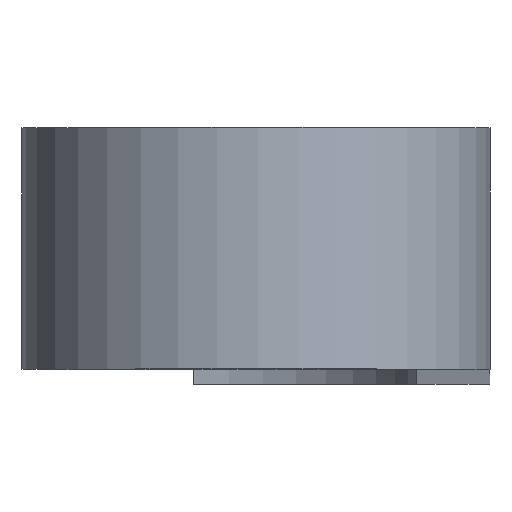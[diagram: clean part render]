
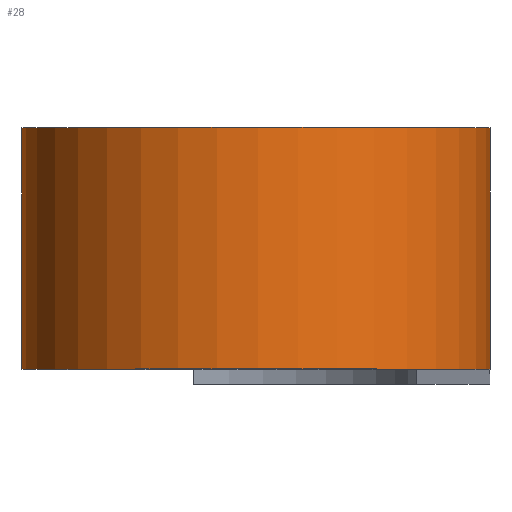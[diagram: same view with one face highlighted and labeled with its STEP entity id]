
A CAD part, top view. The second image highlights one B-rep face of the part: STEP entity #28.
In plain terms, the highlighted cylindrical face has radius 9.691 mm (diameter 19.382 mm), a partial arc.
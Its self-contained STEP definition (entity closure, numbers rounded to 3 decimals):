
#3 = CARTESIAN_POINT ( 'NONE',  ( 60.666, 10., 134.582 ) ) ;
#17 = ORIENTED_EDGE ( 'NONE', *, *, #232, .F. ) ;
#28 = ADVANCED_FACE ( 'NONE', ( #143 ), #257, .T. ) ;
#32 = AXIS2_PLACEMENT_3D ( 'NONE', #3, #220, #218 ) ;
#49 = LINE ( 'NONE', #200, #95 ) ;
#57 = CARTESIAN_POINT ( 'NONE',  ( 60.474, 10., 124.893 ) ) ;
#75 = VECTOR ( 'NONE', #328, 1000. ) ;
#77 = EDGE_CURVE ( 'NONE', #304, #306, #49, .T. ) ;
#95 = VECTOR ( 'NONE', #322, 1000. ) ;
#124 = CARTESIAN_POINT ( 'NONE',  ( 70.357, 0., 134.582 ) ) ;
#131 = CIRCLE ( 'NONE', #178, 9.691 ) ;
#136 = DIRECTION ( 'NONE',  ( 0., -1., 0. ) ) ;
#140 = ORIENTED_EDGE ( 'NONE', *, *, #282, .T. ) ;
#143 = FACE_OUTER_BOUND ( 'NONE', #309, .T. ) ;
#157 = AXIS2_PLACEMENT_3D ( 'NONE', #283, #191, #166 ) ;
#166 = DIRECTION ( 'NONE',  ( 0., 0., -1. ) ) ;
#178 = AXIS2_PLACEMENT_3D ( 'NONE', #183, #136, #252 ) ;
#183 = CARTESIAN_POINT ( 'NONE',  ( 60.666, 10., 134.582 ) ) ;
#188 = LINE ( 'NONE', #205, #75 ) ;
#191 = DIRECTION ( 'NONE',  ( 0., -1., 0. ) ) ;
#195 = ORIENTED_EDGE ( 'NONE', *, *, #297, .F. ) ;
#197 = VERTEX_POINT ( 'NONE', #124 ) ;
#200 = CARTESIAN_POINT ( 'NONE',  ( 60.474, 10., 124.893 ) ) ;
#205 = CARTESIAN_POINT ( 'NONE',  ( 70.357, 10., 134.582 ) ) ;
#207 = CARTESIAN_POINT ( 'NONE',  ( 70.357, 10., 134.582 ) ) ;
#218 = DIRECTION ( 'NONE',  ( 0., 0., -1. ) ) ;
#220 = DIRECTION ( 'NONE',  ( 0., -1., 0. ) ) ;
#225 = CARTESIAN_POINT ( 'NONE',  ( 60.474, 0., 124.893 ) ) ;
#232 = EDGE_CURVE ( 'NONE', #277, #197, #188, .T. ) ;
#252 = DIRECTION ( 'NONE',  ( 0., 0., -1. ) ) ;
#257 = CYLINDRICAL_SURFACE ( 'NONE', #32, 9.691 ) ;
#259 = CIRCLE ( 'NONE', #157, 9.691 ) ;
#277 = VERTEX_POINT ( 'NONE', #207 ) ;
#282 = EDGE_CURVE ( 'NONE', #277, #304, #131, .T. ) ;
#283 = CARTESIAN_POINT ( 'NONE',  ( 60.666, 0., 134.582 ) ) ;
#297 = EDGE_CURVE ( 'NONE', #197, #306, #259, .T. ) ;
#304 = VERTEX_POINT ( 'NONE', #57 ) ;
#306 = VERTEX_POINT ( 'NONE', #225 ) ;
#309 = EDGE_LOOP ( 'NONE', ( #195, #17, #140, #327 ) ) ;
#322 = DIRECTION ( 'NONE',  ( 0., -1., 0. ) ) ;
#327 = ORIENTED_EDGE ( 'NONE', *, *, #77, .T. ) ;
#328 = DIRECTION ( 'NONE',  ( 0., -1., 0. ) ) ;
